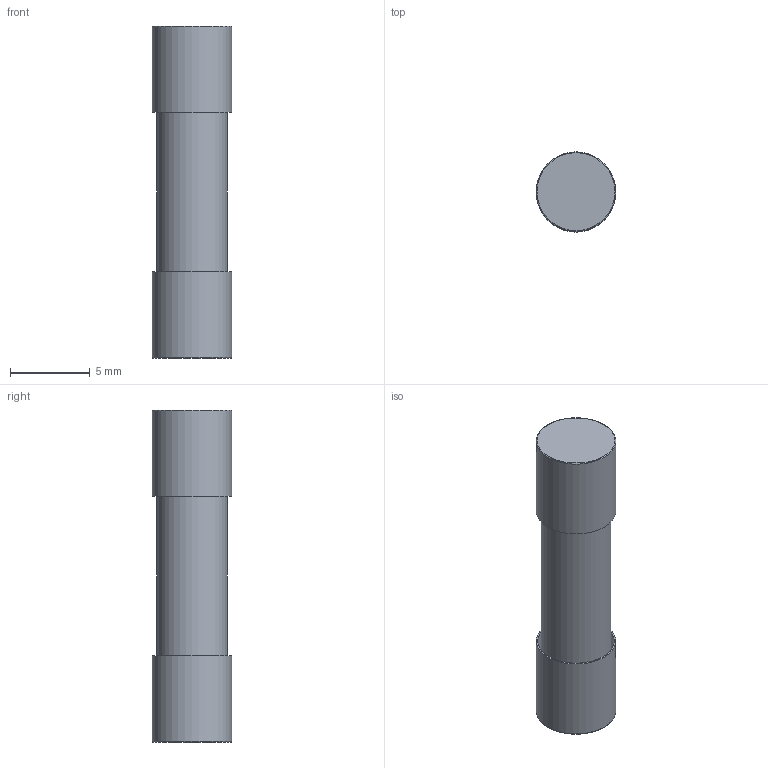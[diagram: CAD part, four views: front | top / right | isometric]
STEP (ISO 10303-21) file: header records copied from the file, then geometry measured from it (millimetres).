
FILE_DESCRIPTION(('FreeCAD Model'),'2;1');
FILE_NAME('Open CASCADE Shape Model','2023-08-22T20:46:16',('Author'),( ''),'Open CASCADE STEP processor 7.5','FreeCAD','Unknown');
FILE_SCHEMA(('AUTOMOTIVE_DESIGN { 1 0 10303 214 1 1 1 1 }'));
Length unit declared in the file: millimetre
Products named in the file (1): bdy
Bounding box: 5 x 5 x 20.84 mm (x, y, z)
Volume: 47.3 mm3; surface area: 951.6 mm2
Topology: 3 solids, 3 shells, 16 faces, 22 edges, 14 vertices
Faces by surface type: plane 8, cylinder 6, torus 2
Full cylindrical faces by diameter (mm): 4.2 x1, 4.4 x1, 4.8 x2, 5 x2
Entity records: 782 total; most frequent: DIRECTION 112, CARTESIAN_POINT 101, ORIENTED_EDGE 44, PCURVE 44, DEFINITIONAL_REPRESENTATION 44, LINE 34, VECTOR 34, AXIS2_PLACEMENT_3D 33
